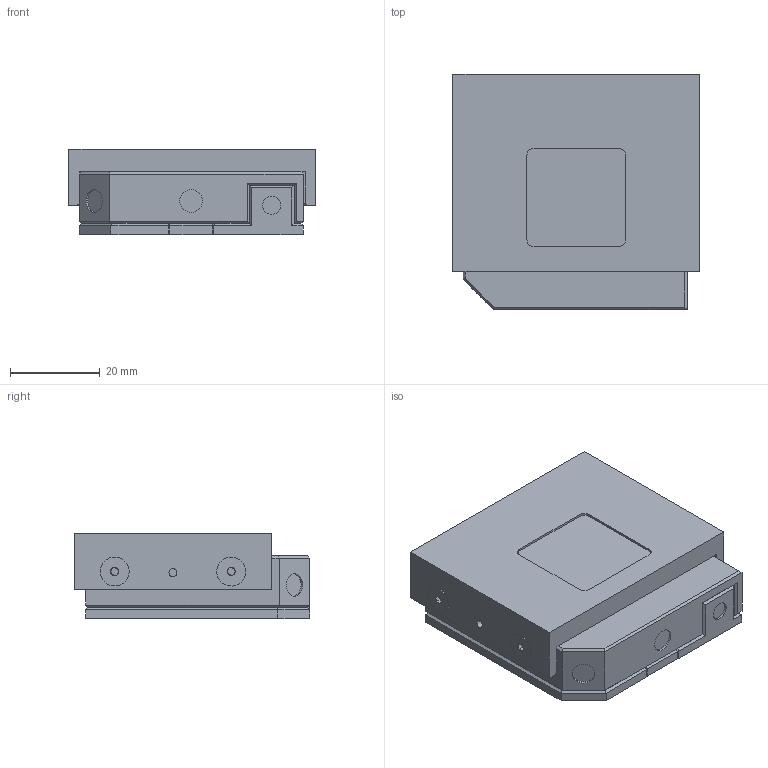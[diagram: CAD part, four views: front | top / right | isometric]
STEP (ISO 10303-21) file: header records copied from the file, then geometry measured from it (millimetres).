
FILE_DESCRIPTION (( 'STEP AP203' ), '1' );
FILE_NAME ('SK-9700 QE25LP-S-MB-QED.STEP', '2017-07-27T20:05:31', ( '' ), ( '' ), 'SwSTEP 2.0', 'SolidWorks 2016', '' );
FILE_SCHEMA (( 'CONFIG_CONTROL_DESIGN' ));
Products named in the file (1): SK-9700 QE25LP-S-MB-QED
Bounding box: 55.11 x 52.5 x 19 mm (x, y, z)
Volume: 47472.4 mm3; surface area: 13005.8 mm2
Topology: 2 solids, 9 shells, 5184 faces, 14967 edges, 9939 vertices
Faces by surface type: plane 4997, cylinder 94, cone 69, bspline 14, torus 10
Entity records: 170836 total; most frequent: CARTESIAN_POINT 34576, ORIENTED_EDGE 29934, DIRECTION 25409, EDGE_CURVE 14967, LINE 14579, VECTOR 14579, VERTEX_POINT 9939, AXIS2_PLACEMENT_3D 5415
